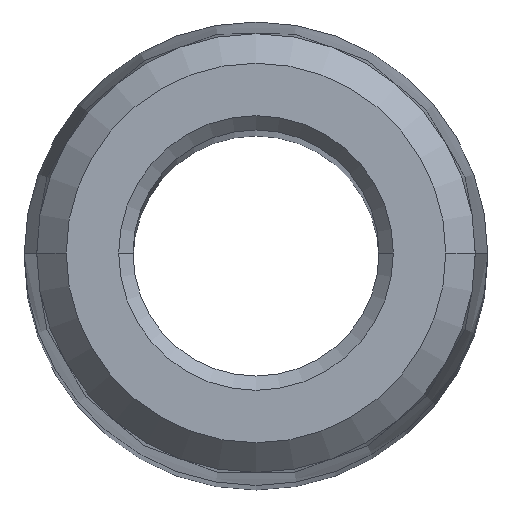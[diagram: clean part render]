
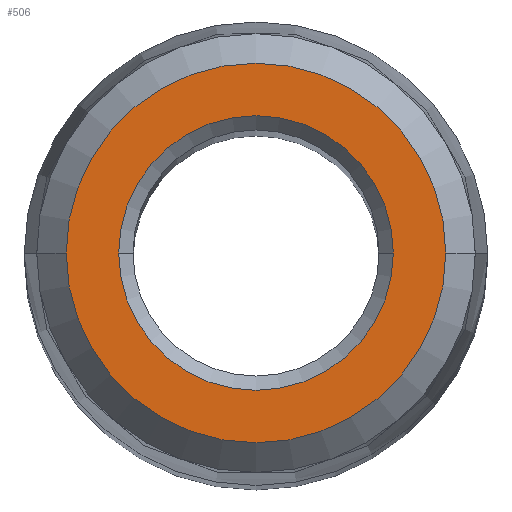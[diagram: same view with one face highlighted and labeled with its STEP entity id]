
A CAD part, top view. The second image highlights one B-rep face of the part: STEP entity #506.
In plain terms, the highlighted planar face has unit normal (0, 0, 1).
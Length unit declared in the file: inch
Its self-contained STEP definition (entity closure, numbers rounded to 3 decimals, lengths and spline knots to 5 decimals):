
#36 = EDGE_CURVE ( 'NONE', #463, #232, #83, .T. ) ;
#47 = CIRCLE ( 'NONE', #434, 0.12 ) ;
#61 = DIRECTION ( 'NONE',  ( 0., 0., 1. ) ) ;
#71 = EDGE_CURVE ( 'NONE', #541, #303, #47, .T. ) ;
#83 = CIRCLE ( 'NONE', #202, 0.16585 ) ;
#84 = DIRECTION ( 'NONE',  ( 0., 0., 1. ) ) ;
#112 = ORIENTED_EDGE ( 'NONE', *, *, #71, .T. ) ;
#131 = DIRECTION ( 'NONE',  ( 1., 0., 0. ) ) ;
#149 = EDGE_CURVE ( 'NONE', #232, #463, #531, .T. ) ;
#170 = AXIS2_PLACEMENT_3D ( 'NONE', #243, #290, #458 ) ;
#202 = AXIS2_PLACEMENT_3D ( 'NONE', #514, #260, #424 ) ;
#206 = CARTESIAN_POINT ( 'NONE',  ( -0.16585, 0., 3. ) ) ;
#209 = FACE_OUTER_BOUND ( 'NONE', #329, .T. ) ;
#219 = DIRECTION ( 'NONE',  ( 1., 0., 0. ) ) ;
#232 = VERTEX_POINT ( 'NONE', #272 ) ;
#243 = CARTESIAN_POINT ( 'NONE',  ( 0., 0., 3. ) ) ;
#258 = ORIENTED_EDGE ( 'NONE', *, *, #149, .T. ) ;
#260 = DIRECTION ( 'NONE',  ( 0., 0., 1. ) ) ;
#263 = CIRCLE ( 'NONE', #170, 0.12 ) ;
#267 = EDGE_CURVE ( 'NONE', #303, #541, #263, .T. ) ;
#272 = CARTESIAN_POINT ( 'NONE',  ( 0.16585, 0., 3. ) ) ;
#290 = DIRECTION ( 'NONE',  ( 0., 0., -1. ) ) ;
#294 = CARTESIAN_POINT ( 'NONE',  ( 0., 0., 3. ) ) ;
#297 = ORIENTED_EDGE ( 'NONE', *, *, #36, .T. ) ;
#303 = VERTEX_POINT ( 'NONE', #492 ) ;
#329 = EDGE_LOOP ( 'NONE', ( #297, #258 ) ) ;
#363 = CARTESIAN_POINT ( 'NONE',  ( 0., 0., 3. ) ) ;
#367 = AXIS2_PLACEMENT_3D ( 'NONE', #294, #84, #219 ) ;
#374 = AXIS2_PLACEMENT_3D ( 'NONE', #521, #61, #449 ) ;
#424 = DIRECTION ( 'NONE',  ( 1., 0., 0. ) ) ;
#434 = AXIS2_PLACEMENT_3D ( 'NONE', #363, #530, #131 ) ;
#449 = DIRECTION ( 'NONE',  ( 1., 0., 0. ) ) ;
#458 = DIRECTION ( 'NONE',  ( 1., 0., 0. ) ) ;
#459 = EDGE_LOOP ( 'NONE', ( #496, #112 ) ) ;
#463 = VERTEX_POINT ( 'NONE', #206 ) ;
#464 = CARTESIAN_POINT ( 'NONE',  ( -0.12, 0., 3. ) ) ;
#469 = FACE_BOUND ( 'NONE', #459, .T. ) ;
#492 = CARTESIAN_POINT ( 'NONE',  ( 0.12, 0., 3. ) ) ;
#496 = ORIENTED_EDGE ( 'NONE', *, *, #267, .T. ) ;
#506 = ADVANCED_FACE ( 'NONE', ( #469, #209 ), #507, .T. ) ;
#507 = PLANE ( 'NONE',  #367 ) ;
#514 = CARTESIAN_POINT ( 'NONE',  ( 0., 0., 3. ) ) ;
#521 = CARTESIAN_POINT ( 'NONE',  ( 0., 0., 3. ) ) ;
#530 = DIRECTION ( 'NONE',  ( 0., 0., -1. ) ) ;
#531 = CIRCLE ( 'NONE', #374, 0.16585 ) ;
#541 = VERTEX_POINT ( 'NONE', #464 ) ;
